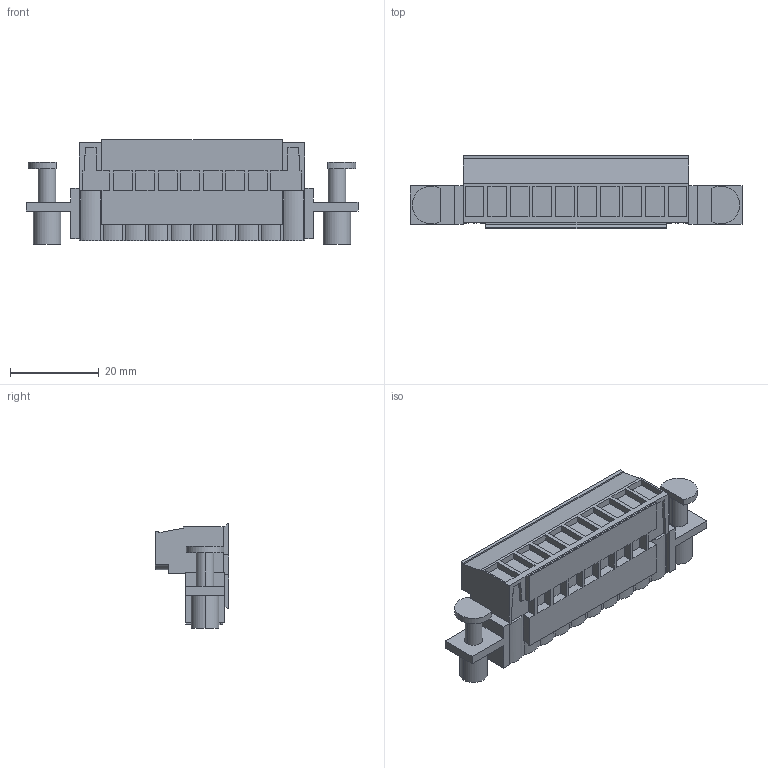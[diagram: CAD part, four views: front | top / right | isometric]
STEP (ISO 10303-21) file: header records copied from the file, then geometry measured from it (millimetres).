
FILE_DESCRIPTION(('CATIA V5 STEP','CAx-IF Rec.Pracs.--- Model Styling and Organization---1.2---2011-12-15'),'2;1');
FILE_NAME ('D1451332_0_1353570000_1353570000.stp','2017-06-01T12:01:37+00:00',('none'),('Weidmueller'),'CATIA Version 5-6 Release 2014','CATIA V5 STEP AP214','none');
FILE_SCHEMA(('AUTOMOTIVE_DESIGN { 1 0 10303 214 1 1 1 1 }'));
Length unit declared in the file: millimetre
Products named in the file (1): 1353570000
Bounding box: 74.9 x 16.6 x 23.6 mm (x, y, z)
Volume: 10942 mm3; surface area: 9665.6 mm2
Topology: 23 solids, 23 shells, 729 faces, 1976 edges, 1344 vertices
Faces by surface type: plane 545, cylinder 144, extrusion 40
Entity records: 22887 total; most frequent: CARTESIAN_POINT 5078, ORIENTED_EDGE 3952, DIRECTION 2730, EDGE_CURVE 1976, VECTOR 1606, LINE 1566, VERTEX_POINT 1344, EDGE_LOOP 804
